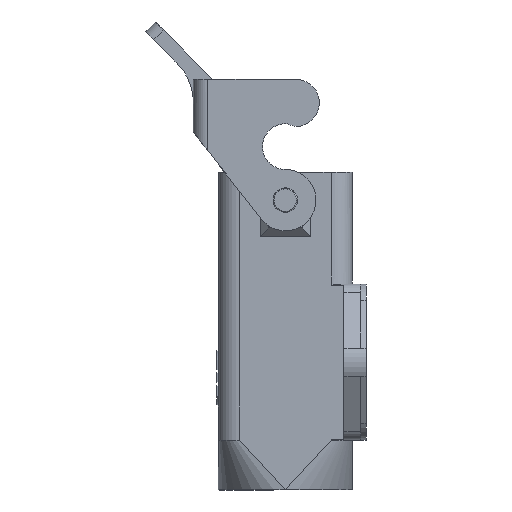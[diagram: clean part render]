
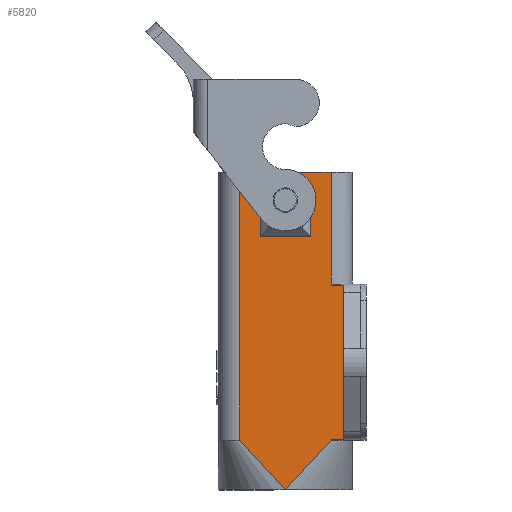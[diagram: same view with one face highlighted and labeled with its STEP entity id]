
A CAD part, front view. The second image highlights one B-rep face of the part: STEP entity #5820.
In plain terms, the highlighted planar face has unit normal (0, -1, 0).
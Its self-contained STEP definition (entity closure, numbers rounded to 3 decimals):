
#4039=CARTESIAN_POINT('',(-4.5,-12.,-0.7));
#4040=VERTEX_POINT('',#4039);
#4041=CARTESIAN_POINT('',(-4.5,-12.,7.8));
#4042=VERTEX_POINT('',#4041);
#4043=CARTESIAN_POINT('',(-4.5,-12.,-0.7));
#4044=DIRECTION('',(0.,0.,1.0));
#4045=VECTOR('',#4044,8.5);
#4046=LINE('',#4043,#4045);
#4047=EDGE_CURVE('',#4040,#4042,#4046,.T.);
#4079=CARTESIAN_POINT('',(4.5,-12.,-0.7));
#4080=VERTEX_POINT('',#4079);
#4081=CARTESIAN_POINT('',(4.5,-12.,-0.7));
#4082=DIRECTION('',(-1.,0.,0.));
#4083=VECTOR('',#4082,9.);
#4084=LINE('',#4081,#4083);
#4085=EDGE_CURVE('',#4080,#4040,#4084,.T.);
#4212=CARTESIAN_POINT('',(4.5,-12.,7.8));
#4213=VERTEX_POINT('',#4212);
#4214=CARTESIAN_POINT('',(4.5,-12.,7.8));
#4215=DIRECTION('',(0.0,0.0,-1.0));
#4216=VECTOR('',#4215,8.5);
#4217=LINE('',#4214,#4216);
#4218=EDGE_CURVE('',#4213,#4080,#4217,.T.);
#4237=CARTESIAN_POINT('',(-4.5,-12.,7.8));
#4238=DIRECTION('',(1.,0.,0.));
#4239=VECTOR('',#4238,9.);
#4240=LINE('',#4237,#4239);
#4241=EDGE_CURVE('',#4042,#4213,#4240,.T.);
#4265=CARTESIAN_POINT('',(0.,-12.,-46.2));
#4266=VERTEX_POINT('',#4265);
#4276=CARTESIAN_POINT('',(-8.2,-12.,-37.25));
#4277=VERTEX_POINT('',#4276);
#4278=CARTESIAN_POINT('',(-8.2,-12.,-37.25));
#4279=DIRECTION('',(0.676,0.,-0.737));
#4280=VECTOR('',#4279,12.138);
#4281=LINE('',#4278,#4280);
#4282=EDGE_CURVE('',#4277,#4266,#4281,.T.);
#4308=CARTESIAN_POINT('',(-8.2,-12.,10.8));
#4309=VERTEX_POINT('',#4308);
#4310=CARTESIAN_POINT('',(-8.2,-12.,-37.25));
#4311=DIRECTION('',(0.0,0.0,1.0));
#4312=VECTOR('',#4311,48.05);
#4313=LINE('',#4310,#4312);
#4314=EDGE_CURVE('',#4277,#4309,#4313,.T.);
#5630=CARTESIAN_POINT('',(8.2,-12.,-37.25));
#5631=VERTEX_POINT('',#5630);
#5639=CARTESIAN_POINT('',(0.,-12.,-46.2));
#5640=DIRECTION('',(0.676,0.,0.737));
#5641=VECTOR('',#5640,12.138);
#5642=LINE('',#5639,#5641);
#5643=EDGE_CURVE('',#4266,#5631,#5642,.T.);
#5653=CARTESIAN_POINT('',(8.2,-12.,-37.063));
#5654=VERTEX_POINT('',#5653);
#5664=CARTESIAN_POINT('',(8.2,-12.,-37.25));
#5665=DIRECTION('',(0.0,0.0,1.0));
#5666=VECTOR('',#5665,0.187);
#5667=LINE('',#5664,#5666);
#5668=EDGE_CURVE('',#5631,#5654,#5667,.T.);
#5679=CARTESIAN_POINT('',(10.5,-12.,-37.063));
#5680=VERTEX_POINT('',#5679);
#5681=CARTESIAN_POINT('',(8.2,-12.,-37.063));
#5682=DIRECTION('',(1.,0.,0.0));
#5683=VECTOR('',#5682,2.3);
#5684=LINE('',#5681,#5683);
#5685=EDGE_CURVE('',#5654,#5680,#5684,.T.);
#5758=CARTESIAN_POINT('',(10.5,-12.,-9.437));
#5759=VERTEX_POINT('',#5758);
#5767=CARTESIAN_POINT('',(10.5,-12.,-37.063));
#5768=DIRECTION('',(0.0,0.0,1.0));
#5769=VECTOR('',#5768,27.627);
#5770=LINE('',#5767,#5769);
#5771=EDGE_CURVE('',#5680,#5759,#5770,.T.);
#5779=CARTESIAN_POINT('',(-8.6,-12.,-46.4));
#5780=DIRECTION('',(0.,-1.,0.));
#5781=DIRECTION('',(0.0,0.0,-1.0));
#5782=AXIS2_PLACEMENT_3D('',#5779,#5780,#5781);
#5783=PLANE('',#5782);
#5784=ORIENTED_EDGE('',*,*,#5771,.T.);
#5785=CARTESIAN_POINT('',(8.2,-12.,-9.437));
#5786=VERTEX_POINT('',#5785);
#5787=CARTESIAN_POINT('',(10.5,-12.,-9.437));
#5788=DIRECTION('',(-1.,0.,0.0));
#5789=VECTOR('',#5788,2.3);
#5790=LINE('',#5787,#5789);
#5791=EDGE_CURVE('',#5759,#5786,#5790,.T.);
#5792=ORIENTED_EDGE('',*,*,#5791,.T.);
#5793=CARTESIAN_POINT('',(8.2,-12.,10.8));
#5794=VERTEX_POINT('',#5793);
#5795=CARTESIAN_POINT('',(8.2,-12.,-9.437));
#5796=DIRECTION('',(0.0,0.0,1.0));
#5797=VECTOR('',#5796,20.237);
#5798=LINE('',#5795,#5797);
#5799=EDGE_CURVE('',#5786,#5794,#5798,.T.);
#5800=ORIENTED_EDGE('',*,*,#5799,.T.);
#5801=CARTESIAN_POINT('',(8.2,-12.,10.8));
#5802=DIRECTION('',(-1.,0.,0.0));
#5803=VECTOR('',#5802,16.4);
#5804=LINE('',#5801,#5803);
#5805=EDGE_CURVE('',#5794,#4309,#5804,.T.);
#5806=ORIENTED_EDGE('',*,*,#5805,.T.);
#5807=ORIENTED_EDGE('',*,*,#4314,.F.);
#5808=ORIENTED_EDGE('',*,*,#4282,.T.);
#5809=ORIENTED_EDGE('',*,*,#5643,.T.);
#5810=ORIENTED_EDGE('',*,*,#5668,.T.);
#5811=ORIENTED_EDGE('',*,*,#5685,.T.);
#5812=EDGE_LOOP('',(#5784,#5792,#5800,#5806,#5807,#5808,#5809,#5810,#5811));
#5813=FACE_OUTER_BOUND('',#5812,.T.);
#5814=ORIENTED_EDGE('',*,*,#4241,.T.);
#5815=ORIENTED_EDGE('',*,*,#4218,.T.);
#5816=ORIENTED_EDGE('',*,*,#4085,.T.);
#5817=ORIENTED_EDGE('',*,*,#4047,.T.);
#5818=EDGE_LOOP('',(#5814,#5815,#5816,#5817));
#5819=FACE_BOUND('',#5818,.T.);
#5820=ADVANCED_FACE('',(#5813,#5819),#5783,.T.);
